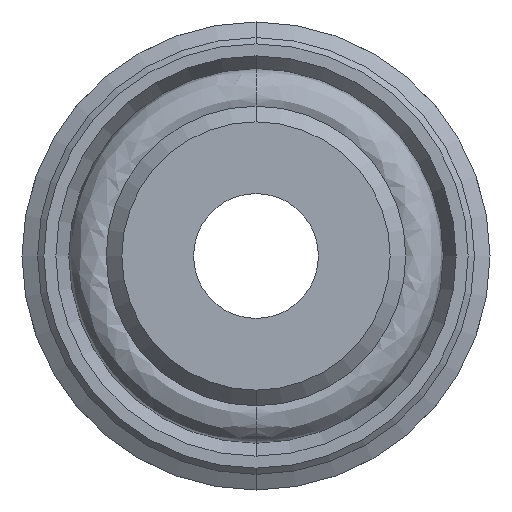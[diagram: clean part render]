
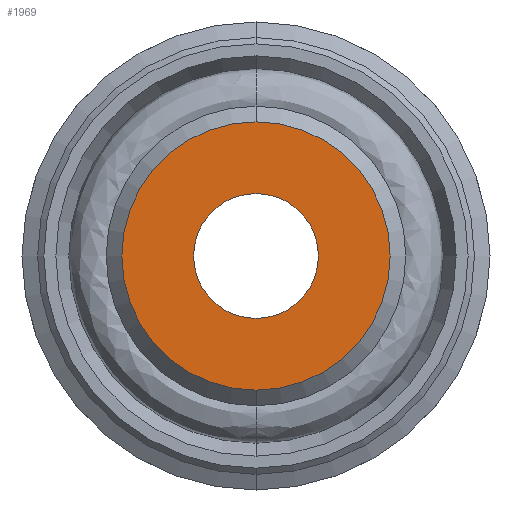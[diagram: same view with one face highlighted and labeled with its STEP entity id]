
A CAD part, front view. The second image highlights one B-rep face of the part: STEP entity #1969.
In plain terms, the highlighted planar face has unit normal (0, -1, 0).
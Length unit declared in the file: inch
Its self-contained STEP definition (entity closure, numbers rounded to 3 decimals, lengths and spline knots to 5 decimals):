
#22 = ORIENTED_EDGE ( 'NONE', *, *, #2012, .T. ) ;
#69 = EDGE_CURVE ( 'NONE', #951, #1273, #1390, .T. ) ;
#102 = CARTESIAN_POINT ( 'NONE',  ( 0., 0., 0.07874 ) ) ;
#106 = EDGE_CURVE ( 'NONE', #1273, #951, #630, .T. ) ;
#121 = DIRECTION ( 'NONE',  ( 0., 0., 1. ) ) ;
#129 = DIRECTION ( 'NONE',  ( 0., -1., 0. ) ) ;
#133 = CARTESIAN_POINT ( 'NONE',  ( 0., 0., 0. ) ) ;
#160 = CARTESIAN_POINT ( 'NONE',  ( 0., 0., 0. ) ) ;
#226 = CARTESIAN_POINT ( 'NONE',  ( 0., 0., 0.16929 ) ) ;
#311 = DIRECTION ( 'NONE',  ( 0., 1., 0. ) ) ;
#329 = DIRECTION ( 'NONE',  ( 0., 0., 1. ) ) ;
#391 = DIRECTION ( 'NONE',  ( 0., 0., 1. ) ) ;
#396 = DIRECTION ( 'NONE',  ( 0., -1., 0. ) ) ;
#596 = AXIS2_PLACEMENT_3D ( 'NONE', #768, #396, #391 ) ;
#630 = CIRCLE ( 'NONE', #1506, 0.16929 ) ;
#681 = ORIENTED_EDGE ( 'NONE', *, *, #1973, .T. ) ;
#687 = CARTESIAN_POINT ( 'NONE',  ( 0., 0., -0.16929 ) ) ;
#759 = PLANE ( 'NONE',  #1334 ) ;
#763 = DIRECTION ( 'NONE',  ( 0., 0., -1. ) ) ;
#768 = CARTESIAN_POINT ( 'NONE',  ( 0., 0., 0. ) ) ;
#799 = ORIENTED_EDGE ( 'NONE', *, *, #106, .T. ) ;
#918 = FACE_OUTER_BOUND ( 'NONE', #2037, .T. ) ;
#927 = FACE_BOUND ( 'NONE', #1293, .T. ) ;
#930 = CIRCLE ( 'NONE', #1239, 0.07874 ) ;
#951 = VERTEX_POINT ( 'NONE', #226 ) ;
#1206 = CARTESIAN_POINT ( 'NONE',  ( 0., 0., 0. ) ) ;
#1216 = DIRECTION ( 'NONE',  ( 0., 1., 0. ) ) ;
#1239 = AXIS2_PLACEMENT_3D ( 'NONE', #1206, #311, #1356 ) ;
#1273 = VERTEX_POINT ( 'NONE', #687 ) ;
#1293 = EDGE_LOOP ( 'NONE', ( #681, #22 ) ) ;
#1334 = AXIS2_PLACEMENT_3D ( 'NONE', #1519, #1695, #763 ) ;
#1356 = DIRECTION ( 'NONE',  ( 0., 0., 1. ) ) ;
#1370 = CARTESIAN_POINT ( 'NONE',  ( 0., 0., -0.07874 ) ) ;
#1390 = CIRCLE ( 'NONE', #596, 0.16929 ) ;
#1506 = AXIS2_PLACEMENT_3D ( 'NONE', #133, #129, #121 ) ;
#1519 = CARTESIAN_POINT ( 'NONE',  ( -0.12402, 0., 0. ) ) ;
#1632 = CIRCLE ( 'NONE', #1796, 0.07874 ) ;
#1695 = DIRECTION ( 'NONE',  ( 0., -1., 0. ) ) ;
#1783 = ORIENTED_EDGE ( 'NONE', *, *, #69, .T. ) ;
#1796 = AXIS2_PLACEMENT_3D ( 'NONE', #160, #1216, #329 ) ;
#1836 = VERTEX_POINT ( 'NONE', #102 ) ;
#1969 = ADVANCED_FACE ( 'NONE', ( #927, #918 ), #759, .T. ) ;
#1973 = EDGE_CURVE ( 'NONE', #1836, #2040, #930, .T. ) ;
#2012 = EDGE_CURVE ( 'NONE', #2040, #1836, #1632, .T. ) ;
#2037 = EDGE_LOOP ( 'NONE', ( #1783, #799 ) ) ;
#2040 = VERTEX_POINT ( 'NONE', #1370 ) ;
